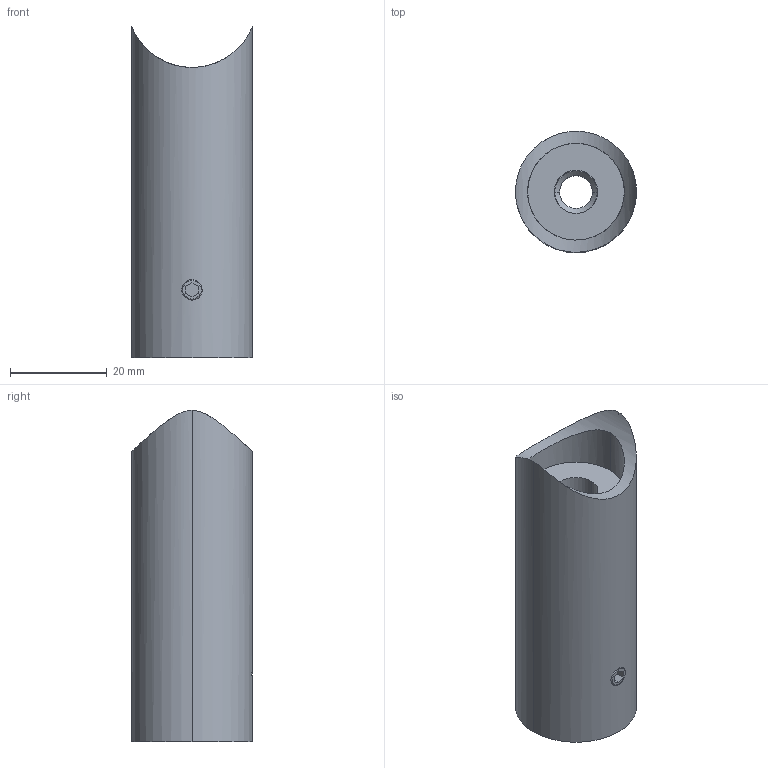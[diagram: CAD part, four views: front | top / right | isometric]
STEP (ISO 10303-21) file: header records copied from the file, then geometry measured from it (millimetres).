
FILE_DESCRIPTION (( 'STEP AP203' ), '1' );
FILE_NAME ('51180-240-26.STEP', '2018-06-05T13:55:59', ( '' ), ( '' ), 'SwSTEP 2.0', 'SolidWorks 2015', '' );
FILE_SCHEMA (( 'CONFIG_CONTROL_DESIGN' ));
Length unit declared in the file: millimetre
Products named in the file (4): 5x180-240-xx Konfig Teil2_5x180-240-xx Teil2; DIN914_DIN 914 M5x5; 51180-240-26; 5x180-240-xx Konfig Teil1_51180-240-26 Teil1
Assembly tree (3 placements, depth 2):
  51180-240-26
    5x180-240-xx Konfig Teil1_51180-240-26 Teil1
    5x180-240-xx Konfig Teil2_5x180-240-xx Teil2
    DIN914_DIN 914 M5x5
Bounding box: 25 x 25 x 68.48 mm (x, y, z)
Volume: 21470.8 mm3; surface area: 11214.5 mm2
Topology: 3 solids, 3 shells, 306 faces, 790 edges, 514 vertices
Faces by surface type: plane 126, bspline 112, cylinder 54, cone 14
Entity records: 14729 total; most frequent: CARTESIAN_POINT 7609, ORIENTED_EDGE 1580, DIRECTION 1060, EDGE_CURVE 790, VERTEX_POINT 514, LINE 388, VECTOR 388, EDGE_LOOP 336
